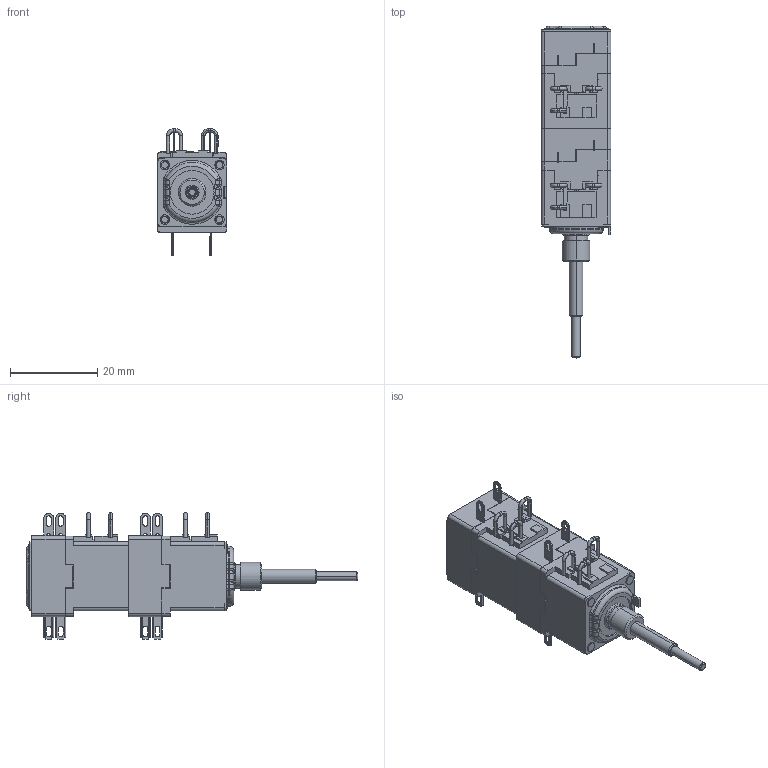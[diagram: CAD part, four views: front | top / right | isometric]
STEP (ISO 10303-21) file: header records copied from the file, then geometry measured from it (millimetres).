
FILE_DESCRIPTION((''),'2;1');
FILE_NAME('86C4A-M36-A13_R51_A13_R51','2017-11-10T',('RICKB'),('Bourns, Inc.'),'CREO PARAMETRIC BY PTC INC, 2016130','CREO PARAMETRIC BY PTC INC, 2016130','');
FILE_SCHEMA(('AUTOMOTIVE_DESIGN_CC2 { 1 2 10303 214 -1 1 5 2 }'));
Length unit declared in the file: inch
Products named in the file (1): 86C4A-M36-A13_R51_A13_R51
Bounding box: 16.05 x 76.25 x 29.08 mm (x, y, z)
Volume: 12656 mm3; surface area: 6997.7 mm2
Topology: 1 solids, 40 shells, 1643 faces, 4173 edges, 2619 vertices
Faces by surface type: plane 845, cylinder 496, torus 132, cone 88, bspline 42, sphere 40
Entity records: 64177 total; most frequent: CARTESIAN_POINT 11670, DIRECTION 8360, ORIENTED_EDGE 8338, PRESENTATION_STYLE_ASSIGNMENT 4170, STYLED_ITEM 4170, CURVE_STYLE 4169, EDGE_CURVE 4169, AXIS2_PLACEMENT_3D 2857
